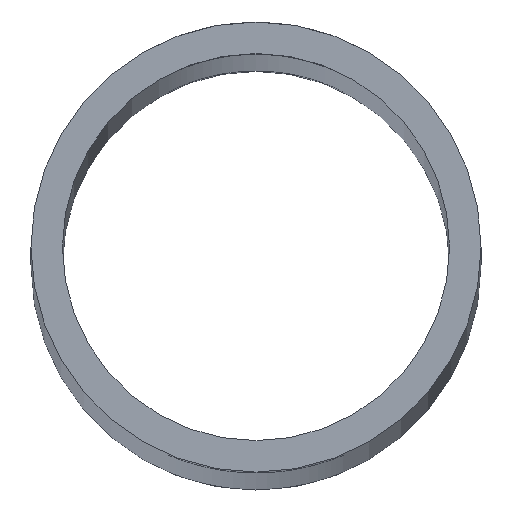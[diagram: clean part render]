
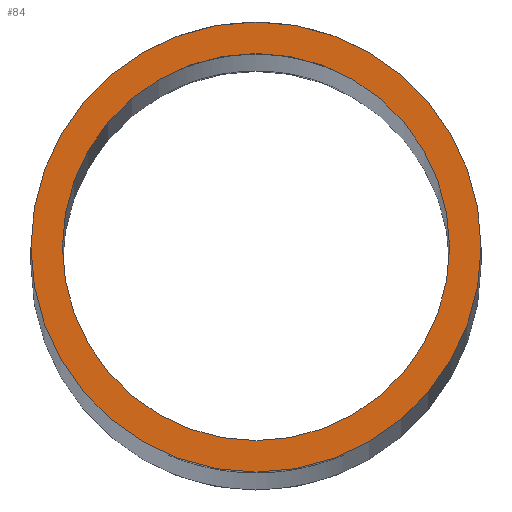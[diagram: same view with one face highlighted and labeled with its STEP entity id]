
A CAD part, top view. The second image highlights one B-rep face of the part: STEP entity #84.
In plain terms, the highlighted planar face has unit normal (0, 0, 1).
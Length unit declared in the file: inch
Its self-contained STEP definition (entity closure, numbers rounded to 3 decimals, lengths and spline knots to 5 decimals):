
#5 = DIRECTION ( 'NONE',  ( 0., 0., 1. ) ) ;
#14 = CARTESIAN_POINT ( 'NONE',  ( 0.25, 0., 11.385 ) ) ;
#21 = CARTESIAN_POINT ( 'NONE',  ( -0.25, 0., 11.385 ) ) ;
#26 = CARTESIAN_POINT ( 'NONE',  ( 0.215, 0., 11.385 ) ) ;
#52 = DIRECTION ( 'NONE',  ( 1., 0., 0. ) ) ;
#84 = ADVANCED_FACE ( 'NONE', ( #420, #411 ), #929, .T. ) ;
#94 = VERTEX_POINT ( 'NONE', #924 ) ;
#98 = DIRECTION ( 'NONE',  ( 1., 0., 0. ) ) ;
#157 = DIRECTION ( 'NONE',  ( 1., 0., 0. ) ) ;
#186 = CARTESIAN_POINT ( 'NONE',  ( 0., 0., 11.385 ) ) ;
#193 = DIRECTION ( 'NONE',  ( 0., 0., 1. ) ) ;
#228 = DIRECTION ( 'NONE',  ( 0., 0., 1. ) ) ;
#300 = CARTESIAN_POINT ( 'NONE',  ( 0., 0., 11.385 ) ) ;
#335 = VERTEX_POINT ( 'NONE', #21 ) ;
#336 = VERTEX_POINT ( 'NONE', #26 ) ;
#337 = VERTEX_POINT ( 'NONE', #14 ) ;
#362 = ORIENTED_EDGE ( 'NONE', *, *, #900, .T. ) ;
#370 = ORIENTED_EDGE ( 'NONE', *, *, #798, .F. ) ;
#373 = ORIENTED_EDGE ( 'NONE', *, *, #894, .T. ) ;
#379 = CIRCLE ( 'NONE', #848, 0.25 ) ;
#389 = CIRCLE ( 'NONE', #837, 0.215 ) ;
#399 = CIRCLE ( 'NONE', #843, 0.25 ) ;
#405 = CIRCLE ( 'NONE', #838, 0.215 ) ;
#411 = FACE_BOUND ( 'NONE', #873, .T. ) ;
#420 = FACE_OUTER_BOUND ( 'NONE', #826, .T. ) ;
#478 = CARTESIAN_POINT ( 'NONE',  ( 0., 0., 11.385 ) ) ;
#622 = DIRECTION ( 'NONE',  ( 0., 0., 1. ) ) ;
#790 = DIRECTION ( 'NONE',  ( 1., 0., 0. ) ) ;
#798 = EDGE_CURVE ( 'NONE', #94, #336, #389, .T. ) ;
#826 = EDGE_LOOP ( 'NONE', ( #362, #373 ) ) ;
#829 = ORIENTED_EDGE ( 'NONE', *, *, #913, .F. ) ;
#837 = AXIS2_PLACEMENT_3D ( 'NONE', #930, #5, #945 ) ;
#838 = AXIS2_PLACEMENT_3D ( 'NONE', #478, #622, #790 ) ;
#843 = AXIS2_PLACEMENT_3D ( 'NONE', #186, #228, #98 ) ;
#848 = AXIS2_PLACEMENT_3D ( 'NONE', #300, #193, #157 ) ;
#873 = EDGE_LOOP ( 'NONE', ( #370, #829 ) ) ;
#884 = AXIS2_PLACEMENT_3D ( 'NONE', #940, #949, #52 ) ;
#894 = EDGE_CURVE ( 'NONE', #337, #335, #399, .T. ) ;
#900 = EDGE_CURVE ( 'NONE', #335, #337, #379, .T. ) ;
#913 = EDGE_CURVE ( 'NONE', #336, #94, #405, .T. ) ;
#924 = CARTESIAN_POINT ( 'NONE',  ( -0.215, 0., 11.385 ) ) ;
#929 = PLANE ( 'NONE',  #884 ) ;
#930 = CARTESIAN_POINT ( 'NONE',  ( 0., 0., 11.385 ) ) ;
#940 = CARTESIAN_POINT ( 'NONE',  ( 0., 0., 11.385 ) ) ;
#945 = DIRECTION ( 'NONE',  ( 1., 0., 0. ) ) ;
#949 = DIRECTION ( 'NONE',  ( 0., 0., 1. ) ) ;
